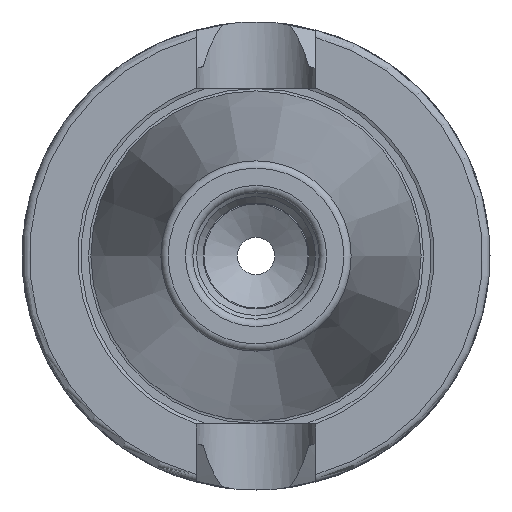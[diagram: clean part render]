
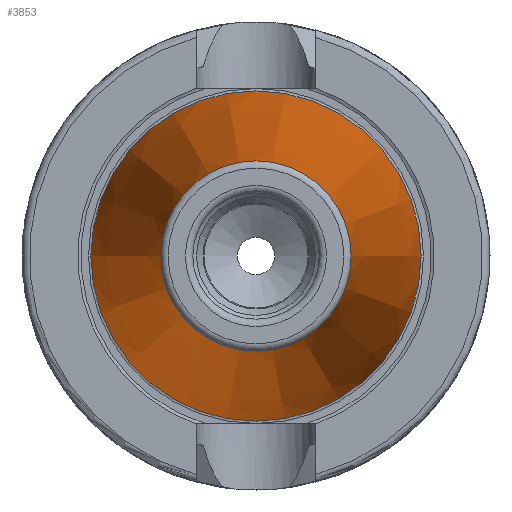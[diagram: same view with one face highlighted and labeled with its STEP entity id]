
A CAD part, left-side view. The second image highlights one B-rep face of the part: STEP entity #3853.
In plain terms, the highlighted conical face has half-angle 8.297 degrees and reference radius 17.519 mm.
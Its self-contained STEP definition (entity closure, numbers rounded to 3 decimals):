
#2569=CARTESIAN_POINT('',(0.,22.225,0.0));
#2570=VERTEX_POINT('',#2569);
#2571=CARTESIAN_POINT('',(0.,0.0,0.0));
#2572=DIRECTION('',(1.0,0.0,0.0));
#2573=DIRECTION('',(0.0,1.0,0.0));
#2574=AXIS2_PLACEMENT_3D('',#2571,#2572,#2573);
#2575=CIRCLE('',#2574,22.225);
#2576=EDGE_CURVE('',#2570,#2570,#2575,.T.);
#3827=CARTESIAN_POINT('',(-64.544,12.812,0.0));
#3828=VERTEX_POINT('',#3827);
#3829=CARTESIAN_POINT('',(-64.544,0.0,0.0));
#3830=DIRECTION('',(1.0,0.0,0.0));
#3831=DIRECTION('',(0.0,1.0,0.0));
#3832=AXIS2_PLACEMENT_3D('',#3829,#3830,#3831);
#3833=CIRCLE('',#3832,12.812);
#3834=EDGE_CURVE('',#3828,#3828,#3833,.T.);
#3842=CARTESIAN_POINT('',(-32.272,0.0,0.0));
#3843=DIRECTION('',(1.0,0.0,0.0));
#3844=DIRECTION('',(0.0,1.0,0.0));
#3845=AXIS2_PLACEMENT_3D('',#3842,#3843,#3844);
#3846=CONICAL_SURFACE('',#3845,17.519,8.297);
#3847=ORIENTED_EDGE('',*,*,#2576,.F.);
#3848=EDGE_LOOP('',(#3847));
#3849=FACE_OUTER_BOUND('',#3848,.T.);
#3850=ORIENTED_EDGE('',*,*,#3834,.T.);
#3851=EDGE_LOOP('',(#3850));
#3852=FACE_BOUND('',#3851,.T.);
#3853=ADVANCED_FACE('',(#3849,#3852),#3846,.T.);
